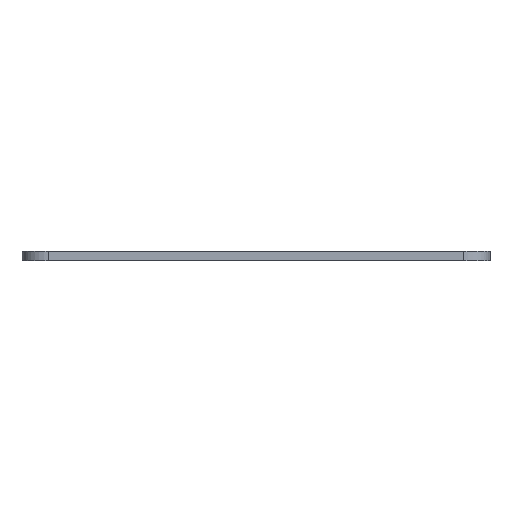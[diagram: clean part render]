
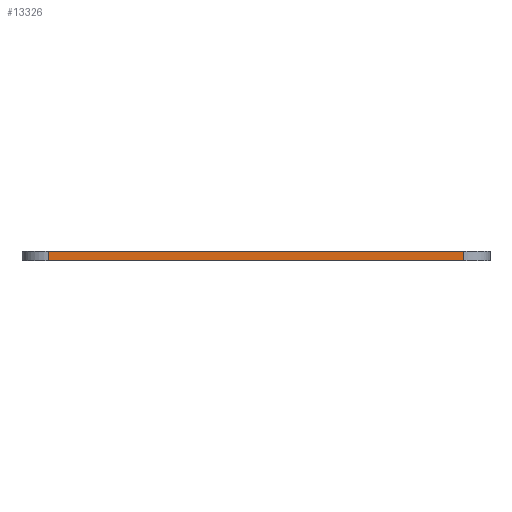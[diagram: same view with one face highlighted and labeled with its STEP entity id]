
A CAD part, left-side view. The second image highlights one B-rep face of the part: STEP entity #13326.
In plain terms, the highlighted planar face has unit normal (-1, 0, 0).
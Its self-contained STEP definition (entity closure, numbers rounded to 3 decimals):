
#84 = PLANE('',#85);
#85 = AXIS2_PLACEMENT_3D('',#86,#87,#88);
#86 = CARTESIAN_POINT('',(0.,0.,1.6));
#87 = DIRECTION('',(0.,0.,1.));
#88 = DIRECTION('',(1.,0.,-0.));
#139 = PLANE('',#140);
#140 = AXIS2_PLACEMENT_3D('',#141,#142,#143);
#141 = CARTESIAN_POINT('',(0.,0.,0.));
#142 = DIRECTION('',(0.,0.,1.));
#143 = DIRECTION('',(1.,0.,-0.));
#194 = CYLINDRICAL_SURFACE('',#195,4.5);
#195 = AXIS2_PLACEMENT_3D('',#196,#197,#198);
#196 = CARTESIAN_POINT('',(-60.5,-35.5,0.));
#197 = DIRECTION('',(-0.,-0.,-1.));
#198 = DIRECTION('',(1.,0.,-0.));
#361 = VERTEX_POINT('',#362);
#362 = CARTESIAN_POINT('',(-65.,35.5,0.));
#377 = CYLINDRICAL_SURFACE('',#378,4.5);
#378 = AXIS2_PLACEMENT_3D('',#379,#380,#381);
#379 = CARTESIAN_POINT('',(-60.5,35.5,0.));
#380 = DIRECTION('',(-0.,-0.,-1.));
#381 = DIRECTION('',(1.,0.,-0.));
#389 = EDGE_CURVE('',#390,#361,#392,.T.);
#390 = VERTEX_POINT('',#391);
#391 = CARTESIAN_POINT('',(-65.,-35.5,0.));
#392 = SURFACE_CURVE('',#393,(#397,#404),.PCURVE_S1.);
#393 = LINE('',#394,#395);
#394 = CARTESIAN_POINT('',(-65.,-35.5,0.));
#395 = VECTOR('',#396,1.);
#396 = DIRECTION('',(0.,1.,0.));
#397 = PCURVE('',#139,#398);
#398 = DEFINITIONAL_REPRESENTATION('',(#399),#403);
#399 = LINE('',#400,#401);
#400 = CARTESIAN_POINT('',(-65.,-35.5));
#401 = VECTOR('',#402,1.);
#402 = DIRECTION('',(0.,1.));
#403 = ( GEOMETRIC_REPRESENTATION_CONTEXT(2) 
PARAMETRIC_REPRESENTATION_CONTEXT() REPRESENTATION_CONTEXT('2D SPACE',''
  ) );
#404 = PCURVE('',#405,#410);
#405 = PLANE('',#406);
#406 = AXIS2_PLACEMENT_3D('',#407,#408,#409);
#407 = CARTESIAN_POINT('',(-65.,-35.5,0.));
#408 = DIRECTION('',(-1.,0.,0.));
#409 = DIRECTION('',(0.,1.,0.));
#410 = DEFINITIONAL_REPRESENTATION('',(#411),#415);
#411 = LINE('',#412,#413);
#412 = CARTESIAN_POINT('',(0.,0.));
#413 = VECTOR('',#414,1.);
#414 = DIRECTION('',(1.,0.));
#415 = ( GEOMETRIC_REPRESENTATION_CONTEXT(2) 
PARAMETRIC_REPRESENTATION_CONTEXT() REPRESENTATION_CONTEXT('2D SPACE',''
  ) );
#7406 = VERTEX_POINT('',#7407);
#7407 = CARTESIAN_POINT('',(-65.,35.5,1.6));
#7429 = EDGE_CURVE('',#7430,#7406,#7432,.T.);
#7430 = VERTEX_POINT('',#7431);
#7431 = CARTESIAN_POINT('',(-65.,-35.5,1.6));
#7432 = SURFACE_CURVE('',#7433,(#7437,#7444),.PCURVE_S1.);
#7433 = LINE('',#7434,#7435);
#7434 = CARTESIAN_POINT('',(-65.,-35.5,1.6));
#7435 = VECTOR('',#7436,1.);
#7436 = DIRECTION('',(0.,1.,0.));
#7437 = PCURVE('',#84,#7438);
#7438 = DEFINITIONAL_REPRESENTATION('',(#7439),#7443);
#7439 = LINE('',#7440,#7441);
#7440 = CARTESIAN_POINT('',(-65.,-35.5));
#7441 = VECTOR('',#7442,1.);
#7442 = DIRECTION('',(0.,1.));
#7443 = ( GEOMETRIC_REPRESENTATION_CONTEXT(2) 
PARAMETRIC_REPRESENTATION_CONTEXT() REPRESENTATION_CONTEXT('2D SPACE',''
  ) );
#7444 = PCURVE('',#405,#7445);
#7445 = DEFINITIONAL_REPRESENTATION('',(#7446),#7450);
#7446 = LINE('',#7447,#7448);
#7447 = CARTESIAN_POINT('',(0.,-1.6));
#7448 = VECTOR('',#7449,1.);
#7449 = DIRECTION('',(1.,0.));
#7450 = ( GEOMETRIC_REPRESENTATION_CONTEXT(2) 
PARAMETRIC_REPRESENTATION_CONTEXT() REPRESENTATION_CONTEXT('2D SPACE',''
  ) );
#13276 = EDGE_CURVE('',#390,#7430,#13277,.T.);
#13277 = SURFACE_CURVE('',#13278,(#13282,#13289),.PCURVE_S1.);
#13278 = LINE('',#13279,#13280);
#13279 = CARTESIAN_POINT('',(-65.,-35.5,0.));
#13280 = VECTOR('',#13281,1.);
#13281 = DIRECTION('',(0.,0.,1.));
#13282 = PCURVE('',#194,#13283);
#13283 = DEFINITIONAL_REPRESENTATION('',(#13284),#13288);
#13284 = LINE('',#13285,#13286);
#13285 = CARTESIAN_POINT('',(-3.142,0.));
#13286 = VECTOR('',#13287,1.);
#13287 = DIRECTION('',(-0.,-1.));
#13288 = ( GEOMETRIC_REPRESENTATION_CONTEXT(2) 
PARAMETRIC_REPRESENTATION_CONTEXT() REPRESENTATION_CONTEXT('2D SPACE',''
  ) );
#13289 = PCURVE('',#405,#13290);
#13290 = DEFINITIONAL_REPRESENTATION('',(#13291),#13295);
#13291 = LINE('',#13292,#13293);
#13292 = CARTESIAN_POINT('',(0.,0.));
#13293 = VECTOR('',#13294,1.);
#13294 = DIRECTION('',(0.,-1.));
#13295 = ( GEOMETRIC_REPRESENTATION_CONTEXT(2) 
PARAMETRIC_REPRESENTATION_CONTEXT() REPRESENTATION_CONTEXT('2D SPACE',''
  ) );
#13326 = ADVANCED_FACE('',(#13327),#405,.T.);
#13327 = FACE_BOUND('',#13328,.T.);
#13328 = EDGE_LOOP('',(#13329,#13330,#13331,#13352));
#13329 = ORIENTED_EDGE('',*,*,#13276,.T.);
#13330 = ORIENTED_EDGE('',*,*,#7429,.T.);
#13331 = ORIENTED_EDGE('',*,*,#13332,.F.);
#13332 = EDGE_CURVE('',#361,#7406,#13333,.T.);
#13333 = SURFACE_CURVE('',#13334,(#13338,#13345),.PCURVE_S1.);
#13334 = LINE('',#13335,#13336);
#13335 = CARTESIAN_POINT('',(-65.,35.5,0.));
#13336 = VECTOR('',#13337,1.);
#13337 = DIRECTION('',(0.,0.,1.));
#13338 = PCURVE('',#405,#13339);
#13339 = DEFINITIONAL_REPRESENTATION('',(#13340),#13344);
#13340 = LINE('',#13341,#13342);
#13341 = CARTESIAN_POINT('',(71.,0.));
#13342 = VECTOR('',#13343,1.);
#13343 = DIRECTION('',(0.,-1.));
#13344 = ( GEOMETRIC_REPRESENTATION_CONTEXT(2) 
PARAMETRIC_REPRESENTATION_CONTEXT() REPRESENTATION_CONTEXT('2D SPACE',''
  ) );
#13345 = PCURVE('',#377,#13346);
#13346 = DEFINITIONAL_REPRESENTATION('',(#13347),#13351);
#13347 = LINE('',#13348,#13349);
#13348 = CARTESIAN_POINT('',(-3.142,0.));
#13349 = VECTOR('',#13350,1.);
#13350 = DIRECTION('',(-0.,-1.));
#13351 = ( GEOMETRIC_REPRESENTATION_CONTEXT(2) 
PARAMETRIC_REPRESENTATION_CONTEXT() REPRESENTATION_CONTEXT('2D SPACE',''
  ) );
#13352 = ORIENTED_EDGE('',*,*,#389,.F.);
